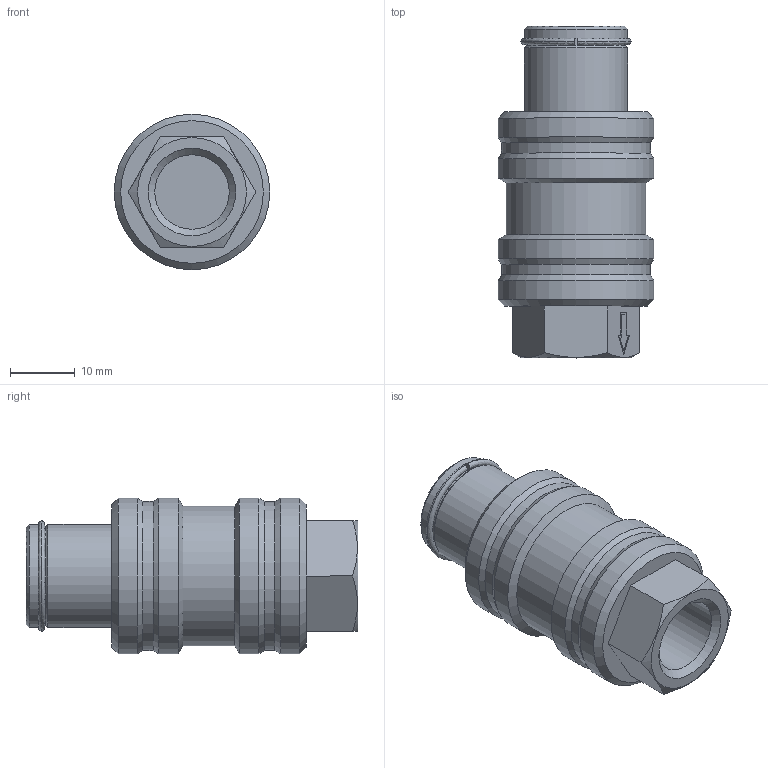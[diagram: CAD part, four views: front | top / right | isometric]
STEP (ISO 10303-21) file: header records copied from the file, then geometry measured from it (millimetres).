
FILE_DESCRIPTION(/* description */ ('STEP AP214'),/* implementation_level */ '2;1');
FILE_NAME(/* name */ '4160002',/* time_stamp */ '2022-12-15T10:44:43+01:00',/* author */ ('License CC BY-ND 4.0'),/* organization */ ('CADENAS'),/* preprocessor_version */ 'ST-DEVELOPER v18.102',/* originating_system */ 'PARTsolutions',/* authorisation */ ' ');
FILE_SCHEMA (('AUTOMOTIVE_DESIGN {1 0 10303 214 3 1 1}'));
Length unit declared in the file: millimetre
Products named in the file (3): 4160002; 4160002_PART2; 4160002_PART1
Assembly tree (2 placements, depth 2):
  4160002
    4160002_PART2
    4160002_PART1
Bounding box: 24 x 51.2 x 24 mm (x, y, z)
Volume: 13904.4 mm3; surface area: 5498.4 mm2
Topology: 2 solids, 2 shells, 60 faces, 132 edges, 83 vertices
Faces by surface type: plane 31, cone 13, cylinder 12, bspline 4
Full cylindrical faces by diameter (mm): 11.5 x2, 15.2 x1, 15.9 x2, 21.5 x1, 23 x2, 24 x4
Entity records: 2005 total; most frequent: CARTESIAN_POINT 353, DIRECTION 244, ORIENTED_EDGE 200, EDGE_CURVE 100, AXIS2_PLACEMENT_3D 95, EDGE_LOOP 92, FACE_BOUND 92, VERTEX_POINT 76
